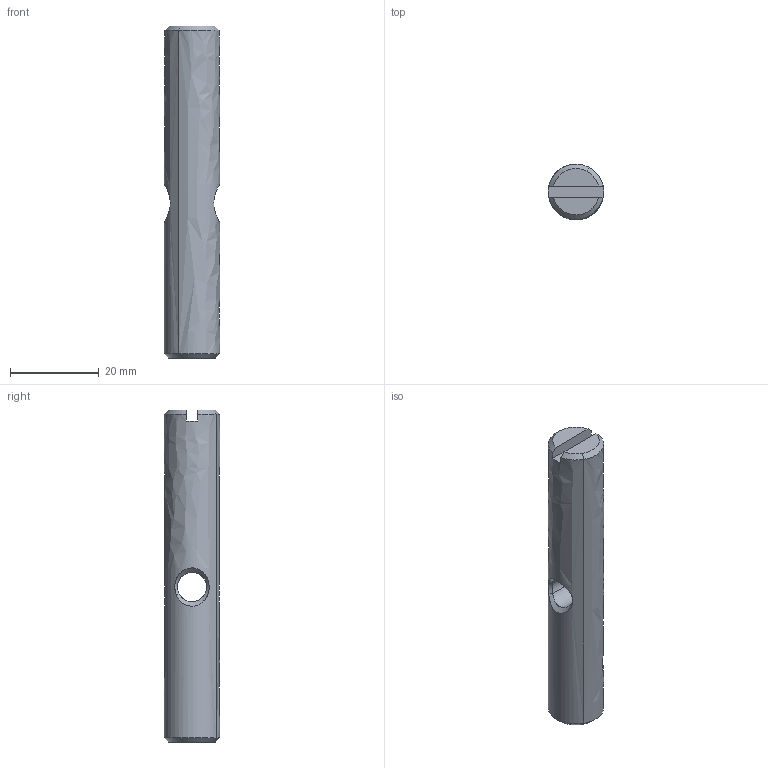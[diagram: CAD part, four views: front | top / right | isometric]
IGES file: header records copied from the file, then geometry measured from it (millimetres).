
Start section: START RECORD GO HERE.
Global section: file name: Axe taraude.igs; native system: DASSAULT SYSTEMES CATIA V5 R20 - www.3ds.com; preprocessor: CATIA Version 5 Release 20 ; author: Philcelow-MSI; organization: Philcelow_MSI; date: 20170222.223442; units: millimetre
Bounding box: 12.5 x 12.5 x 75 mm (x, y, z)
Surface area: 3331.3 mm2 (no closed solid volume)
Topology: 0 solids, 0 shells, 20 faces, 92 edges, 92 vertices
Faces by surface type: revolution 10, plane 6, bspline 4
